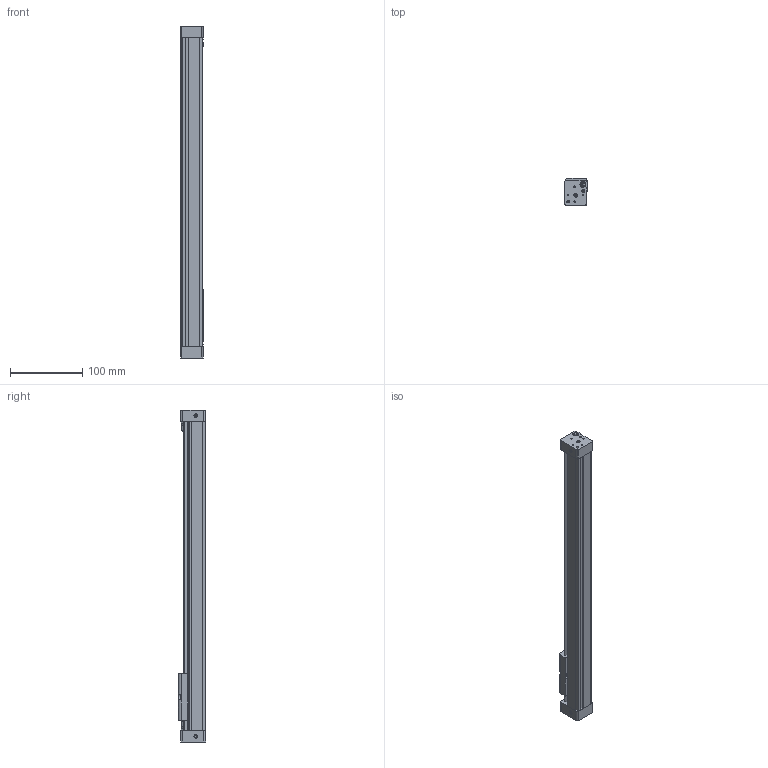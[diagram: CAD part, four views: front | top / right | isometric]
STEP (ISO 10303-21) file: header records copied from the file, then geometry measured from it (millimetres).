
FILE_DESCRIPTION( ( 'STEP AP214' ), ' ' );
FILE_NAME( '530907_DGC-12-335-G-P-A.stp', '2018-02-05T14:58:12', ( '' ), ( '' ), ' ', 'PARTsolutions', ' ' );
FILE_SCHEMA( ( 'AUTOMOTIVE_DESIGN { 1 0 10303 214 1 1 1 1 }' ) );
Length unit declared in the file: millimetre
Products named in the file (7): 530907 DGC-12-335-G-P-A---(0); _530907 DGC-123354---00011121--(ZR); HI_530907 DGC-12-G---(0DL); _655449 DGC-12---(P); HI_DIN-913 - M5x5; HI_530907 DGC-12-G---(0DR); _530907 DGC-12-G-PG---(SG)
Assembly tree (10 placements, depth 2):
  530907 DGC-12-335-G-P-A---(0)
    _530907 DGC-123354---00011121--(ZR)
    HI_530907 DGC-12-G---(0DL)
    _655449 DGC-12---(P)  x2
    HI_DIN-913 - M5x5  x4
    HI_530907 DGC-12-G---(0DR)
    _530907 DGC-12-G-PG---(SG)
Bounding box: 31 x 37.5 x 460 mm (x, y, z)
Volume: 274732.6 mm3; surface area: 105683.8 mm2
Topology: 10 solids, 10 shells, 406 faces, 949 edges, 585 vertices
Faces by surface type: plane 191, cone 107, cylinder 106, torus 2
Full cylindrical faces by diameter (mm): 2 x8, 3.242 x6, 4.134 x8, 5 x6, 6.647 x2, 7 x1, 7.6 x2, 8 x2, 9.5 x2
Entity records: 10866 total; most frequent: CARTESIAN_POINT 1634, DIRECTION 1462, ORIENTED_EDGE 1298, EDGE_CURVE 649, AXIS2_PLACEMENT_3D 564, VERTEX_POINT 448, EDGE_LOOP 382, LINE 334
